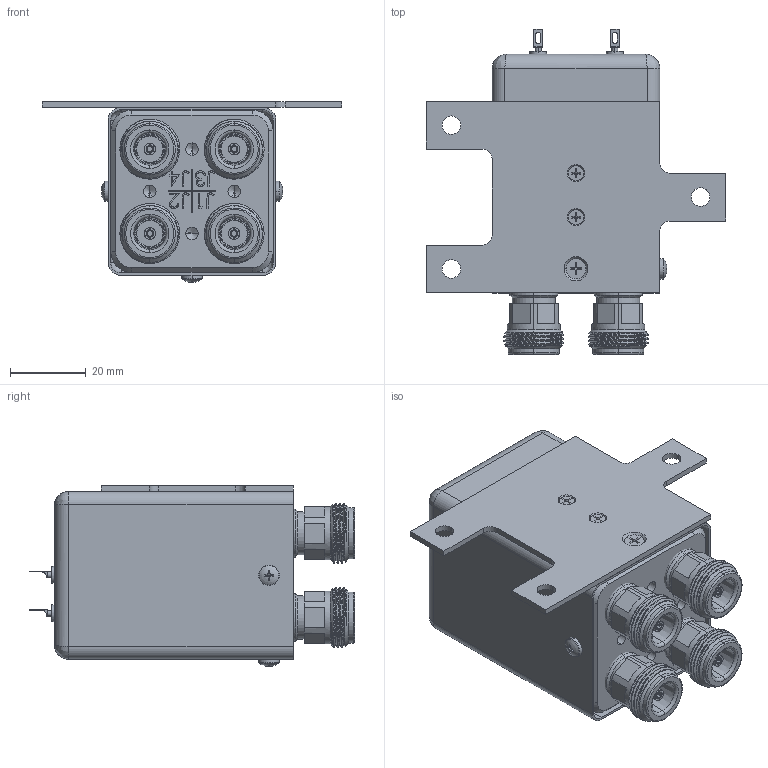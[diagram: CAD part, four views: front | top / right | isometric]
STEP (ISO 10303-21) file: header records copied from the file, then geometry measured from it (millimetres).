
FILE_DESCRIPTION (( 'STEP AP203' ), '1' );
FILE_NAME ('PE71S6497_3D.STEP', '2022-05-11T18:36:58', ( '' ), ( '' ), 'SwSTEP 2.0', 'SolidWorks 2021', '' );
FILE_SCHEMA (( 'CONFIG_CONTROL_DESIGN' ));
Length unit declared in the file: inch
Products named in the file (10): A12075Y05_-402^B22-LDKT0S Rev.1(2)_PE71S6497; A12075Y05_-202^B22-LDKT0S Rev.1(2)_PE71S6497; B22064002^B22-LDKT0S Rev.1(2)_PE71S6497; NEW N connector^B22-LDKT0S Rev.1(2)_PE71S6497; B22-LDKT0S Rev.1(2)^PE71S6497; B22061003(______)_-4H^B22-LDKT0S Rev.1(2)_PE71S6497; B2202100X; PE71S6497_3D; A12075Y04_-401^B22-LDKT0S Rev.1(2)_PE71S6497; R040691-e360_-03^B22-LDKT0S Rev.1(2)_PE71S6497
Assembly tree (18 placements, depth 3):
  PE71S6497_3D
    B22-LDKT0S Rev.1(2)^PE71S6497
      B2202100X
      NEW N connector^B22-LDKT0S Rev.1(2)_PE71S6497  x4
      B22061003(______)_-4H^B22-LDKT0S Rev.1(2)_PE71S6497
      B22064002^B22-LDKT0S Rev.1(2)_PE71S6497
      R040691-e360_-03^B22-LDKT0S Rev.1(2)_PE71S6497  x4
      A12075Y05_-402^B22-LDKT0S Rev.1(2)_PE71S6497
      A12075Y04_-401^B22-LDKT0S Rev.1(2)_PE71S6497  x3
      A12075Y05_-202^B22-LDKT0S Rev.1(2)_PE71S6497  x2
Bounding box: 79.25 x 86.11 x 47.86 mm (x, y, z)
Volume: 41699.2 mm3; surface area: 48731.4 mm2
Topology: 17 solids, 17 shells, 1239 faces, 3173 edges, 2036 vertices
Faces by surface type: plane 580, cylinder 310, bspline 168, cone 140, torus 38, sphere 3
Entity records: 32190 total; most frequent: CARTESIAN_POINT 12617, ORIENTED_EDGE 3964, DIRECTION 3390, EDGE_CURVE 1982, VERTEX_POINT 1299, VECTOR 1226, LINE 1226, AXIS2_PLACEMENT_3D 1082
